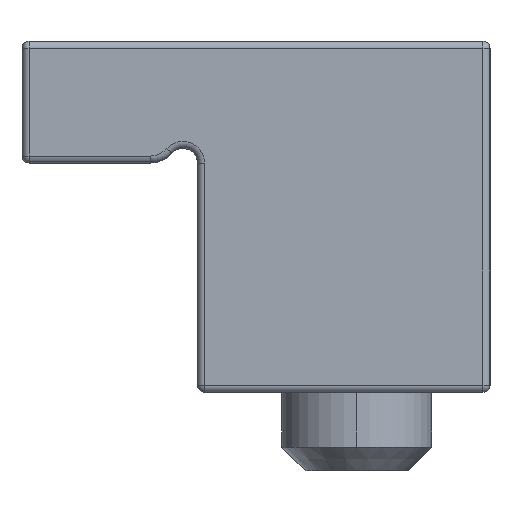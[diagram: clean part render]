
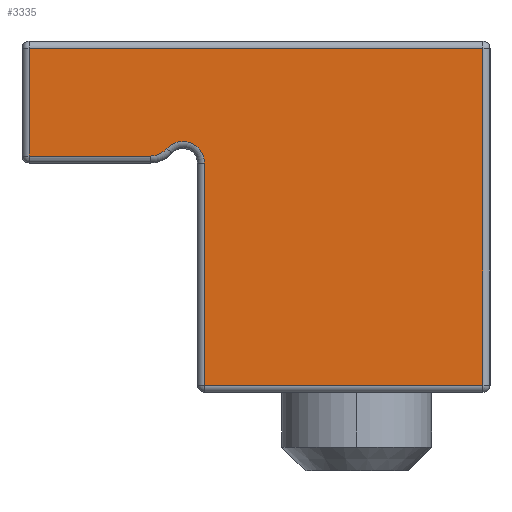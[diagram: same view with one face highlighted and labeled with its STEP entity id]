
A CAD part, left-side view. The second image highlights one B-rep face of the part: STEP entity #3335.
In plain terms, the highlighted planar face has unit normal (-1, 0, 0).
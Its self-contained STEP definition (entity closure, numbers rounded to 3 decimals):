
#228 = CARTESIAN_POINT ( 'NONE',  ( -38.1, 15.494, -13.895 ) ) ;
#234 = CARTESIAN_POINT ( 'NONE',  ( -38.1, 15.494, -1.83 ) ) ;
#244 = CARTESIAN_POINT ( 'NONE',  ( -38.1, 0.381, -13.895 ) ) ;
#245 = CARTESIAN_POINT ( 'NONE',  ( -38.1, 0.381, 4.393 ) ) ;
#246 = CARTESIAN_POINT ( 'NONE',  ( -38.1, 25.019, 4.393 ) ) ;
#247 = CARTESIAN_POINT ( 'NONE',  ( -38.1, 25.019, -1.449 ) ) ;
#248 = CARTESIAN_POINT ( 'NONE',  ( -38.1, 18.438, -1.449 ) ) ;
#249 = CARTESIAN_POINT ( 'NONE',  ( -38.1, 17.546, -1.049 ) ) ;
#553 = CARTESIAN_POINT ( 'NONE',  ( -38.1, 25.4, 4.774 ) ) ;
#555 = FACE_OUTER_BOUND ( 'NONE', #1976, .T. ) ;
#556 = PLANE ( 'NONE',  #1159 ) ;
#558 = DIRECTION ( 'NONE',  ( 1., 0., 0. ) ) ;
#559 = DIRECTION ( 'NONE',  ( 0., 0., -1. ) ) ;
#1159 = AXIS2_PLACEMENT_3D ( 'NONE', #553, #558, #559 ) ;
#1513 = VECTOR ( 'NONE', #4959, 1000. ) ;
#1516 = VECTOR ( 'NONE', #4957, 1000. ) ;
#1518 = VECTOR ( 'NONE', #4962, 1000. ) ;
#1519 = VECTOR ( 'NONE', #4965, 1000. ) ;
#1520 = VECTOR ( 'NONE', #4968, 1000. ) ;
#1521 = VECTOR ( 'NONE', #4971, 1000. ) ;
#1522 = CIRCLE ( 'NONE', #1524, 1.194 ) ;
#1523 = CIRCLE ( 'NONE', #1526, 1.175 ) ;
#1524 = AXIS2_PLACEMENT_3D ( 'NONE', #4974, #4975, #4976 ) ;
#1526 = AXIS2_PLACEMENT_3D ( 'NONE', #4979, #4980, #4981 ) ;
#1976 = EDGE_LOOP ( 'NONE', ( #3614, #3615, #3616, #3617, #3618, #3619, #3620, #3621 ) ) ;
#2401 = EDGE_CURVE ( 'NONE', #4376, #4370, #4955, .T. ) ;
#2402 = EDGE_CURVE ( 'NONE', #4370, #4386, #4941, .T. ) ;
#2403 = EDGE_CURVE ( 'NONE', #4386, #4387, #4960, .T. ) ;
#2404 = EDGE_CURVE ( 'NONE', #4387, #4388, #4963, .T. ) ;
#2405 = EDGE_CURVE ( 'NONE', #4388, #4389, #4966, .T. ) ;
#2406 = EDGE_CURVE ( 'NONE', #4389, #4390, #4969, .T. ) ;
#2407 = EDGE_CURVE ( 'NONE', #4390, #4391, #1522, .T. ) ;
#2408 = EDGE_CURVE ( 'NONE', #4391, #4376, #1523, .T. ) ;
#3335 = ADVANCED_FACE ( 'Face4', ( #555 ), #556, .F. ) ;
#3614 = ORIENTED_EDGE ( 'NONE', *, *, #2401, .T. ) ;
#3615 = ORIENTED_EDGE ( 'NONE', *, *, #2402, .T. ) ;
#3616 = ORIENTED_EDGE ( 'NONE', *, *, #2403, .T. ) ;
#3617 = ORIENTED_EDGE ( 'NONE', *, *, #2404, .T. ) ;
#3618 = ORIENTED_EDGE ( 'NONE', *, *, #2405, .T. ) ;
#3619 = ORIENTED_EDGE ( 'NONE', *, *, #2406, .T. ) ;
#3620 = ORIENTED_EDGE ( 'NONE', *, *, #2407, .T. ) ;
#3621 = ORIENTED_EDGE ( 'NONE', *, *, #2408, .T. ) ;
#4370 = VERTEX_POINT ( 'NONE', #228 ) ;
#4376 = VERTEX_POINT ( 'NONE', #234 ) ;
#4386 = VERTEX_POINT ( 'NONE', #244 ) ;
#4387 = VERTEX_POINT ( 'NONE', #245 ) ;
#4388 = VERTEX_POINT ( 'NONE', #246 ) ;
#4389 = VERTEX_POINT ( 'NONE', #247 ) ;
#4390 = VERTEX_POINT ( 'NONE', #248 ) ;
#4391 = VERTEX_POINT ( 'NONE', #249 ) ;
#4941 = LINE ( 'NONE', #4958, #1513 ) ;
#4955 = LINE ( 'NONE', #4956, #1516 ) ;
#4956 = CARTESIAN_POINT ( 'NONE',  ( -38.1, 15.494, 4.774 ) ) ;
#4957 = DIRECTION ( 'NONE',  ( 0., 0., -1. ) ) ;
#4958 = CARTESIAN_POINT ( 'NONE',  ( -38.1, 25.4, -13.895 ) ) ;
#4959 = DIRECTION ( 'NONE',  ( 0., -1., 0. ) ) ;
#4960 = LINE ( 'NONE', #4961, #1518 ) ;
#4961 = CARTESIAN_POINT ( 'NONE',  ( -38.1, 0.381, 4.774 ) ) ;
#4962 = DIRECTION ( 'NONE',  ( 0., 0., 1. ) ) ;
#4963 = LINE ( 'NONE', #4964, #1519 ) ;
#4964 = CARTESIAN_POINT ( 'NONE',  ( -38.1, 25.4, 4.393 ) ) ;
#4965 = DIRECTION ( 'NONE',  ( 0., 1., 0. ) ) ;
#4966 = LINE ( 'NONE', #4967, #1520 ) ;
#4967 = CARTESIAN_POINT ( 'NONE',  ( -38.1, 25.019, 4.774 ) ) ;
#4968 = DIRECTION ( 'NONE',  ( 0., 0., -1. ) ) ;
#4969 = LINE ( 'NONE', #4970, #1521 ) ;
#4970 = CARTESIAN_POINT ( 'NONE',  ( -38.1, 18.438, -1.449 ) ) ;
#4971 = DIRECTION ( 'NONE',  ( 0., -1., 0. ) ) ;
#4974 = CARTESIAN_POINT ( 'NONE',  ( -38.1, 18.438, -0.255 ) ) ;
#4975 = DIRECTION ( 'NONE',  ( -1., 0., 0. ) ) ;
#4976 = DIRECTION ( 'NONE',  ( 0., 0., -1. ) ) ;
#4979 = CARTESIAN_POINT ( 'NONE',  ( -38.1, 16.669, -1.83 ) ) ;
#4980 = DIRECTION ( 'NONE',  ( 1., 0., 0. ) ) ;
#4981 = DIRECTION ( 'NONE',  ( 0., 0., -1. ) ) ;
